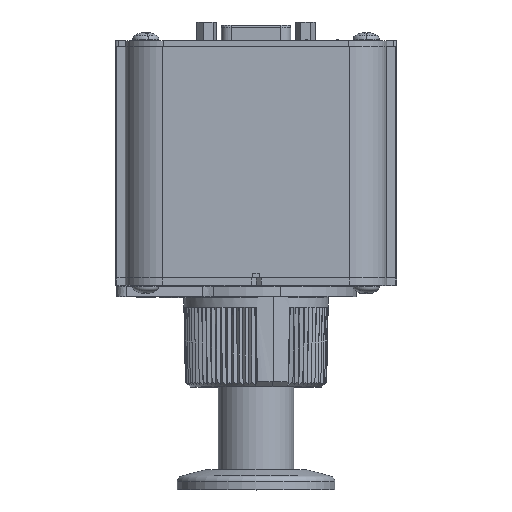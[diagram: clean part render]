
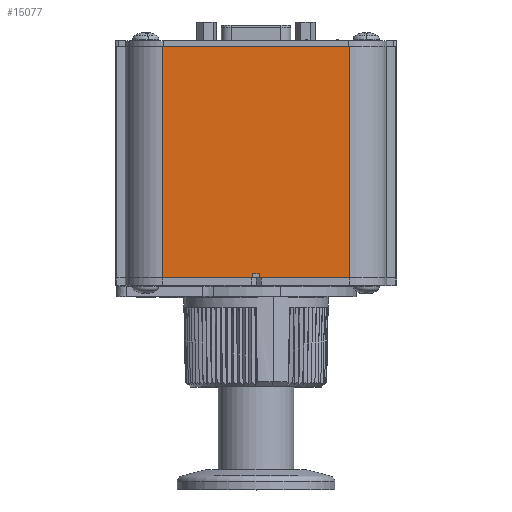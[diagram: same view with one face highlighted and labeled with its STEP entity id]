
A CAD part, top view. The second image highlights one B-rep face of the part: STEP entity #15077.
In plain terms, the highlighted planar face has unit normal (0, 0, 1).
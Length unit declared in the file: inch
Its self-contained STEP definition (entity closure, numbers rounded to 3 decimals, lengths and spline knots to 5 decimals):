
#142 = VERTEX_POINT ( 'NONE', #7565 ) ;
#1456 = CARTESIAN_POINT ( 'NONE',  ( 0.04817, -0.51847, 1.2909 ) ) ;
#1502 = VERTEX_POINT ( 'NONE', #22919 ) ;
#1543 = EDGE_CURVE ( 'NONE', #39298, #54773, #3645, .T. ) ;
#3223 = VERTEX_POINT ( 'NONE', #10554 ) ;
#3247 = VECTOR ( 'NONE', #23704, 39.37008 ) ;
#3645 = LINE ( 'NONE', #48212, #42000 ) ;
#3792 = CARTESIAN_POINT ( 'NONE',  ( 0.94317, -0.51847, 1.2909 ) ) ;
#4490 = ORIENTED_EDGE ( 'NONE', *, *, #10386, .F. ) ;
#4877 = PLANE ( 'NONE',  #23188 ) ;
#5570 = CARTESIAN_POINT ( 'NONE',  ( 0.94317, -0.51847, 1.2909 ) ) ;
#7565 = CARTESIAN_POINT ( 'NONE',  ( 0.04817, -0.47847, 1.2909 ) ) ;
#8602 = DIRECTION ( 'NONE',  ( 0., 1., 0. ) ) ;
#10310 = EDGE_CURVE ( 'NONE', #47446, #1502, #34802, .T. ) ;
#10371 = ORIENTED_EDGE ( 'NONE', *, *, #10310, .T. ) ;
#10386 = EDGE_CURVE ( 'NONE', #58365, #39298, #30300, .T. ) ;
#10554 = CARTESIAN_POINT ( 'NONE',  ( -0.90883, 1.78153, 1.2909 ) ) ;
#12307 = CARTESIAN_POINT ( 'NONE',  ( -0.01383, -0.47847, 1.2909 ) ) ;
#12879 = VECTOR ( 'NONE', #15647, 39.37008 ) ;
#15077 = ADVANCED_FACE ( 'NONE', ( #32063 ), #4877, .F. ) ;
#15647 = DIRECTION ( 'NONE',  ( -1., 0., 0. ) ) ;
#15691 = ORIENTED_EDGE ( 'NONE', *, *, #51223, .F. ) ;
#16073 = ORIENTED_EDGE ( 'NONE', *, *, #29031, .F. ) ;
#16563 = EDGE_LOOP ( 'NONE', ( #16073, #22340, #48270, #10371, #35919, #15691, #30125, #4490 ) ) ;
#18507 = LINE ( 'NONE', #22442, #29791 ) ;
#18690 = EDGE_CURVE ( 'NONE', #1502, #3223, #59807, .T. ) ;
#18949 = LINE ( 'NONE', #24450, #30239 ) ;
#21213 = CARTESIAN_POINT ( 'NONE',  ( 0.94317, 1.78153, 1.2909 ) ) ;
#22340 = ORIENTED_EDGE ( 'NONE', *, *, #56573, .F. ) ;
#22442 = CARTESIAN_POINT ( 'NONE',  ( 0.04817, -0.47847, 1.2909 ) ) ;
#22919 = CARTESIAN_POINT ( 'NONE',  ( 0.94317, 1.78153, 1.2909 ) ) ;
#23188 = AXIS2_PLACEMENT_3D ( 'NONE', #38443, #57735, #29014 ) ;
#23704 = DIRECTION ( 'NONE',  ( 0., -1., 0. ) ) ;
#24450 = CARTESIAN_POINT ( 'NONE',  ( -0.90883, -0.51847, 1.2909 ) ) ;
#26044 = DIRECTION ( 'NONE',  ( -1., 0., 0. ) ) ;
#27064 = DIRECTION ( 'NONE',  ( -1., 0., 0. ) ) ;
#29014 = DIRECTION ( 'NONE',  ( 1., 0., 0. ) ) ;
#29031 = EDGE_CURVE ( 'NONE', #142, #58365, #18507, .T. ) ;
#29311 = DIRECTION ( 'NONE',  ( 0., 1., 0. ) ) ;
#29791 = VECTOR ( 'NONE', #27064, 39.37008 ) ;
#30125 = ORIENTED_EDGE ( 'NONE', *, *, #1543, .F. ) ;
#30239 = VECTOR ( 'NONE', #29311, 39.37008 ) ;
#30300 = LINE ( 'NONE', #47678, #3247 ) ;
#32063 = FACE_OUTER_BOUND ( 'NONE', #16563, .T. ) ;
#32806 = VECTOR ( 'NONE', #26044, 39.37008 ) ;
#33168 = CARTESIAN_POINT ( 'NONE',  ( -0.90883, -0.51847, 1.2909 ) ) ;
#33318 = VECTOR ( 'NONE', #8602, 39.37008 ) ;
#34802 = LINE ( 'NONE', #3792, #33318 ) ;
#35919 = ORIENTED_EDGE ( 'NONE', *, *, #18690, .T. ) ;
#36863 = LINE ( 'NONE', #54019, #12879 ) ;
#38443 = CARTESIAN_POINT ( 'NONE',  ( 0.94317, -0.51847, 1.2909 ) ) ;
#38516 = DIRECTION ( 'NONE',  ( -1., 0., 0. ) ) ;
#38704 = CARTESIAN_POINT ( 'NONE',  ( -0.01383, -0.51847, 1.2909 ) ) ;
#39298 = VERTEX_POINT ( 'NONE', #38704 ) ;
#42000 = VECTOR ( 'NONE', #38516, 39.37008 ) ;
#44740 = DIRECTION ( 'NONE',  ( 0., 1., 0. ) ) ;
#46322 = EDGE_CURVE ( 'NONE', #47446, #61761, #36863, .T. ) ;
#47446 = VERTEX_POINT ( 'NONE', #5570 ) ;
#47678 = CARTESIAN_POINT ( 'NONE',  ( -0.01383, -0.51847, 1.2909 ) ) ;
#48212 = CARTESIAN_POINT ( 'NONE',  ( 0.94317, -0.51847, 1.2909 ) ) ;
#48270 = ORIENTED_EDGE ( 'NONE', *, *, #46322, .F. ) ;
#48945 = CARTESIAN_POINT ( 'NONE',  ( 0.04817, -0.51847, 1.2909 ) ) ;
#49239 = VECTOR ( 'NONE', #44740, 39.37008 ) ;
#51223 = EDGE_CURVE ( 'NONE', #54773, #3223, #18949, .T. ) ;
#54019 = CARTESIAN_POINT ( 'NONE',  ( 0.94317, -0.51847, 1.2909 ) ) ;
#54773 = VERTEX_POINT ( 'NONE', #33168 ) ;
#56573 = EDGE_CURVE ( 'NONE', #61761, #142, #61976, .T. ) ;
#57735 = DIRECTION ( 'NONE',  ( 0., 0., -1. ) ) ;
#58365 = VERTEX_POINT ( 'NONE', #12307 ) ;
#59807 = LINE ( 'NONE', #21213, #32806 ) ;
#61761 = VERTEX_POINT ( 'NONE', #48945 ) ;
#61976 = LINE ( 'NONE', #1456, #49239 ) ;
